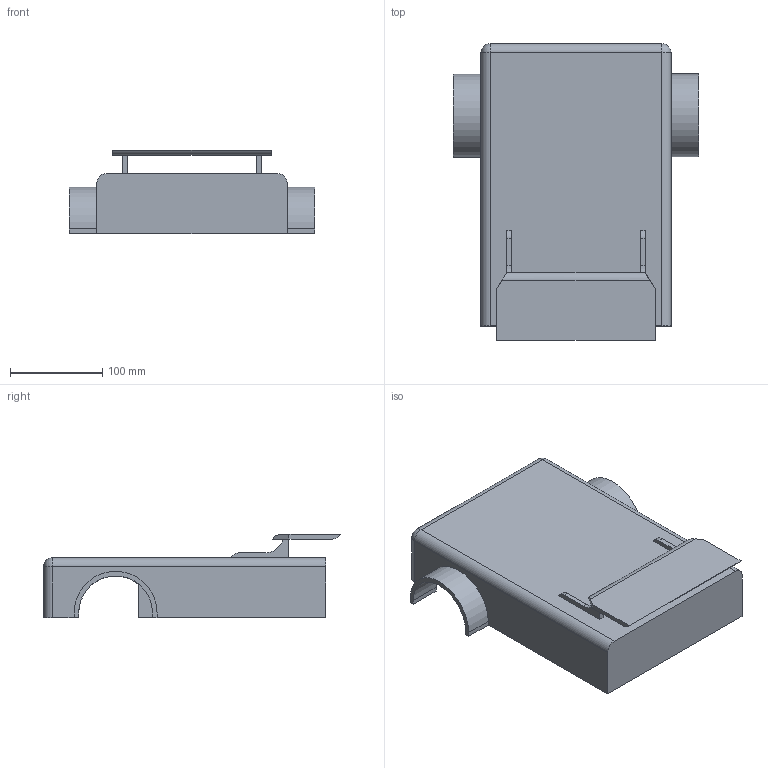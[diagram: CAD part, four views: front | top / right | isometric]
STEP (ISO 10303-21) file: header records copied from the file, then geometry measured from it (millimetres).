
FILE_DESCRIPTION (( 'STEP AP203' ), '1' );
FILE_NAME ('design_style.STEP', '2022-06-19T06:53:21', ( '' ), ( '' ), 'SwSTEP 2.0', 'SolidWorks 2021', '' );
FILE_SCHEMA (( 'CONFIG_CONTROL_DESIGN' ));
Length unit declared in the file: millimetre
Products named in the file (1): design_style
Bounding box: 266 x 321.72 x 90 mm (x, y, z)
Volume: 777332.7 mm3; surface area: 324391.8 mm2
Topology: 1 solids, 1 shells, 68 faces, 187 edges, 121 vertices
Faces by surface type: plane 50, cylinder 16, sphere 2
Entity records: 2204 total; most frequent: CARTESIAN_POINT 381, ORIENTED_EDGE 370, DIRECTION 351, EDGE_CURVE 185, VECTOR 153, LINE 153, VERTEX_POINT 121, AXIS2_PLACEMENT_3D 99
